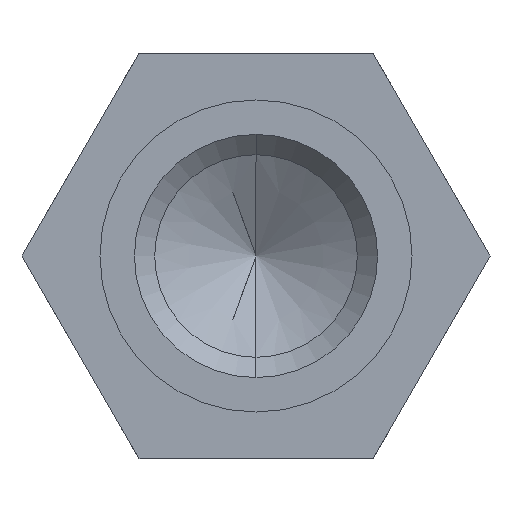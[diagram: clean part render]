
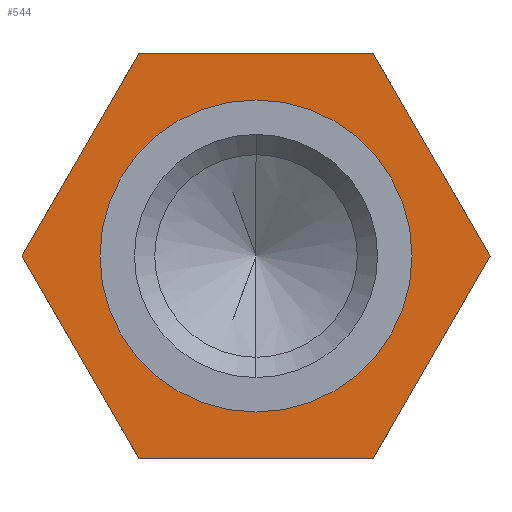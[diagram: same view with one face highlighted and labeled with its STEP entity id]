
A CAD part, front view. The second image highlights one B-rep face of the part: STEP entity #544.
In plain terms, the highlighted planar face has unit normal (0, -1, 0).
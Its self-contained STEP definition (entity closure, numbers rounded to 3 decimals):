
#13 = DIRECTION ( 'NONE',  ( 0., 1., 0. ) ) ;
#19 = DIRECTION ( 'NONE',  ( 0., 0., 1. ) ) ;
#32 = CARTESIAN_POINT ( 'NONE',  ( 0., 16., -3.85 ) ) ;
#47 = VERTEX_POINT ( 'NONE', #543 ) ;
#62 = VERTEX_POINT ( 'NONE', #156 ) ;
#92 = VECTOR ( 'NONE', #927, 1000. ) ;
#118 = EDGE_CURVE ( 'NONE', #721, #228, #627, .T. ) ;
#140 = CARTESIAN_POINT ( 'NONE',  ( 3.85, 16., 5. ) ) ;
#146 = VERTEX_POINT ( 'NONE', #655 ) ;
#152 = LINE ( 'NONE', #785, #303 ) ;
#156 = CARTESIAN_POINT ( 'NONE',  ( 0., 16., 3.85 ) ) ;
#157 = CIRCLE ( 'NONE', #916, 3.85 ) ;
#167 = DIRECTION ( 'NONE',  ( 0., 0., 1. ) ) ;
#172 = DIRECTION ( 'NONE',  ( 0., 1., 0. ) ) ;
#176 = DIRECTION ( 'NONE',  ( -1., 0., 0. ) ) ;
#183 = FACE_BOUND ( 'NONE', #944, .T. ) ;
#226 = CARTESIAN_POINT ( 'NONE',  ( -3.368, 16., 4.167 ) ) ;
#228 = VERTEX_POINT ( 'NONE', #343 ) ;
#254 = EDGE_CURVE ( 'NONE', #62, #968, #157, .T. ) ;
#257 = VECTOR ( 'NONE', #689, 1000. ) ;
#284 = DIRECTION ( 'NONE',  ( -0.5, 0., 0.866 ) ) ;
#303 = VECTOR ( 'NONE', #468, 1000. ) ;
#324 = VERTEX_POINT ( 'NONE', #914 ) ;
#343 = CARTESIAN_POINT ( 'NONE',  ( 5.774, 16., 0. ) ) ;
#350 = ORIENTED_EDGE ( 'NONE', *, *, #829, .F. ) ;
#399 = LINE ( 'NONE', #226, #891 ) ;
#406 = VERTEX_POINT ( 'NONE', #908 ) ;
#413 = CARTESIAN_POINT ( 'NONE',  ( 0., 16., 0. ) ) ;
#418 = EDGE_CURVE ( 'NONE', #47, #324, #981, .T. ) ;
#444 = EDGE_CURVE ( 'NONE', #406, #721, #614, .T. ) ;
#468 = DIRECTION ( 'NONE',  ( -0.5, 0., -0.866 ) ) ;
#487 = AXIS2_PLACEMENT_3D ( 'NONE', #869, #172, #167 ) ;
#495 = ORIENTED_EDGE ( 'NONE', *, *, #887, .F. ) ;
#502 = FACE_OUTER_BOUND ( 'NONE', #820, .T. ) ;
#510 = DIRECTION ( 'NONE',  ( 0., 0., 1. ) ) ;
#511 = CARTESIAN_POINT ( 'NONE',  ( -3.368, 16., -4.167 ) ) ;
#514 = DIRECTION ( 'NONE',  ( 0., 1., 0. ) ) ;
#543 = CARTESIAN_POINT ( 'NONE',  ( -2.887, 16., -5. ) ) ;
#544 = ADVANCED_FACE ( 'NONE', ( #183, #502 ), #571, .F. ) ;
#548 = CIRCLE ( 'NONE', #1009, 3.85 ) ;
#554 = VECTOR ( 'NONE', #284, 1000. ) ;
#571 = PLANE ( 'NONE',  #487 ) ;
#584 = LINE ( 'NONE', #812, #728 ) ;
#587 = ORIENTED_EDGE ( 'NONE', *, *, #254, .T. ) ;
#600 = ORIENTED_EDGE ( 'NONE', *, *, #816, .F. ) ;
#614 = LINE ( 'NONE', #140, #257 ) ;
#626 = DIRECTION ( 'NONE',  ( 0.5, 0., 0.866 ) ) ;
#627 = LINE ( 'NONE', #694, #92 ) ;
#655 = CARTESIAN_POINT ( 'NONE',  ( 2.887, 16., -5. ) ) ;
#689 = DIRECTION ( 'NONE',  ( 1., 0., 0. ) ) ;
#694 = CARTESIAN_POINT ( 'NONE',  ( 5.293, 16., 0.833 ) ) ;
#721 = VERTEX_POINT ( 'NONE', #1014 ) ;
#728 = VECTOR ( 'NONE', #176, 1000. ) ;
#785 = CARTESIAN_POINT ( 'NONE',  ( 5.293, 16., -0.833 ) ) ;
#812 = CARTESIAN_POINT ( 'NONE',  ( 3.85, 16., -5. ) ) ;
#815 = ORIENTED_EDGE ( 'NONE', *, *, #418, .F. ) ;
#816 = EDGE_CURVE ( 'NONE', #324, #406, #399, .T. ) ;
#820 = EDGE_LOOP ( 'NONE', ( #350, #939, #961, #600, #815, #495 ) ) ;
#829 = EDGE_CURVE ( 'NONE', #228, #146, #152, .T. ) ;
#869 = CARTESIAN_POINT ( 'NONE',  ( 3.85, 16., 0. ) ) ;
#887 = EDGE_CURVE ( 'NONE', #146, #47, #584, .T. ) ;
#891 = VECTOR ( 'NONE', #626, 1000. ) ;
#908 = CARTESIAN_POINT ( 'NONE',  ( -2.887, 16., 5. ) ) ;
#914 = CARTESIAN_POINT ( 'NONE',  ( -5.774, 16., 0. ) ) ;
#916 = AXIS2_PLACEMENT_3D ( 'NONE', #413, #13, #19 ) ;
#927 = DIRECTION ( 'NONE',  ( 0.5, 0., -0.866 ) ) ;
#939 = ORIENTED_EDGE ( 'NONE', *, *, #118, .F. ) ;
#941 = EDGE_CURVE ( 'NONE', #968, #62, #548, .T. ) ;
#944 = EDGE_LOOP ( 'NONE', ( #587, #952 ) ) ;
#952 = ORIENTED_EDGE ( 'NONE', *, *, #941, .T. ) ;
#961 = ORIENTED_EDGE ( 'NONE', *, *, #444, .F. ) ;
#968 = VERTEX_POINT ( 'NONE', #32 ) ;
#980 = CARTESIAN_POINT ( 'NONE',  ( 0., 16., 0. ) ) ;
#981 = LINE ( 'NONE', #511, #554 ) ;
#1009 = AXIS2_PLACEMENT_3D ( 'NONE', #980, #514, #510 ) ;
#1014 = CARTESIAN_POINT ( 'NONE',  ( 2.887, 16., 5. ) ) ;
